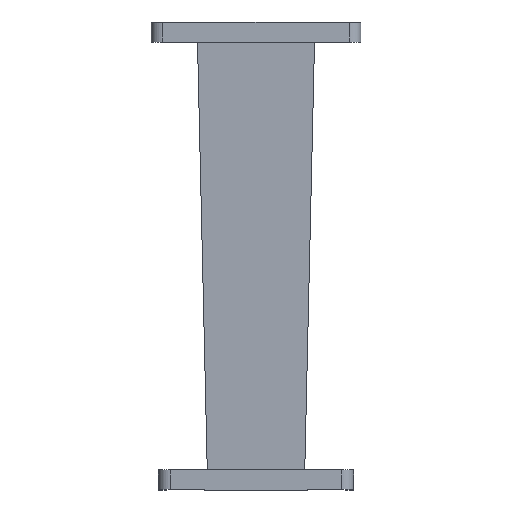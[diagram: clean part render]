
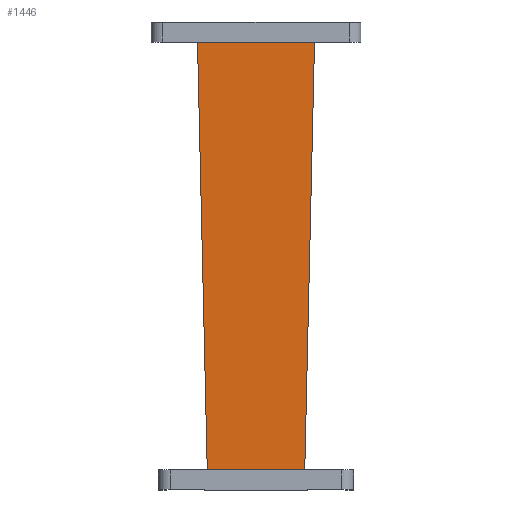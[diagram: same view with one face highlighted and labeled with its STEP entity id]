
A CAD part, front view. The second image highlights one B-rep face of the part: STEP entity #1446.
In plain terms, the highlighted planar face has unit normal (0, -1, -0.011).
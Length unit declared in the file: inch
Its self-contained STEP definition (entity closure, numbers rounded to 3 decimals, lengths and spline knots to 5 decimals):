
#9 = PLANE ( 'NONE',  #3552 ) ;
#68 = CARTESIAN_POINT ( 'NONE',  ( 0., -0.37789, -0.00431 ) ) ;
#270 = VECTOR ( 'NONE', #3331, 39.37008 ) ;
#336 = LINE ( 'NONE', #2707, #1374 ) ;
#559 = EDGE_CURVE ( 'NONE', #789, #751, #939, .T. ) ;
#598 = CARTESIAN_POINT ( 'NONE',  ( 0.7554, -0.3777, -0.02152 ) ) ;
#646 = VECTOR ( 'NONE', #1284, 39.37008 ) ;
#729 = ORIENTED_EDGE ( 'NONE', *, *, #1403, .T. ) ;
#751 = VERTEX_POINT ( 'NONE', #2213 ) ;
#789 = VERTEX_POINT ( 'NONE', #3177 ) ;
#923 = DIRECTION ( 'NONE',  ( 0., -1., -0.011 ) ) ;
#939 = LINE ( 'NONE', #3661, #270 ) ;
#952 = CARTESIAN_POINT ( 'NONE',  ( -0.75002, -0.375, -0.25787 ) ) ;
#1182 = VECTOR ( 'NONE', #2092, 39.37008 ) ;
#1284 = DIRECTION ( 'NONE',  ( -1., 0., 0. ) ) ;
#1355 = CARTESIAN_POINT ( 'NONE',  ( 0.75002, -0.375, -0.25787 ) ) ;
#1374 = VECTOR ( 'NONE', #2086, 39.37008 ) ;
#1403 = EDGE_CURVE ( 'NONE', #751, #3383, #3272, .T. ) ;
#1430 = ORIENTED_EDGE ( 'NONE', *, *, #1795, .F. ) ;
#1446 = ADVANCED_FACE ( 'NONE', ( #2694 ), #9, .T. ) ;
#1575 = CARTESIAN_POINT ( 'NONE',  ( 0., -0.375, -0.25787 ) ) ;
#1795 = EDGE_CURVE ( 'NONE', #789, #2296, #336, .T. ) ;
#2086 = DIRECTION ( 'NONE',  ( -0.023, -0.011, 1. ) ) ;
#2092 = DIRECTION ( 'NONE',  ( 0.023, -0.011, 1. ) ) ;
#2212 = EDGE_LOOP ( 'NONE', ( #729, #2577, #1430, #2304 ) ) ;
#2213 = CARTESIAN_POINT ( 'NONE',  ( 0.62502, -0.3125, -5.74213 ) ) ;
#2269 = EDGE_CURVE ( 'NONE', #3383, #2296, #2484, .T. ) ;
#2296 = VERTEX_POINT ( 'NONE', #952 ) ;
#2304 = ORIENTED_EDGE ( 'NONE', *, *, #559, .T. ) ;
#2430 = DIRECTION ( 'NONE',  ( 0., 0.011, -1. ) ) ;
#2484 = LINE ( 'NONE', #1575, #646 ) ;
#2577 = ORIENTED_EDGE ( 'NONE', *, *, #2269, .T. ) ;
#2694 = FACE_OUTER_BOUND ( 'NONE', #2212, .T. ) ;
#2707 = CARTESIAN_POINT ( 'NONE',  ( -0.7554, -0.3777, -0.02152 ) ) ;
#3177 = CARTESIAN_POINT ( 'NONE',  ( -0.62502, -0.3125, -5.74213 ) ) ;
#3272 = LINE ( 'NONE', #598, #1182 ) ;
#3331 = DIRECTION ( 'NONE',  ( 1., 0., 0. ) ) ;
#3383 = VERTEX_POINT ( 'NONE', #1355 ) ;
#3552 = AXIS2_PLACEMENT_3D ( 'NONE', #68, #923, #2430 ) ;
#3661 = CARTESIAN_POINT ( 'NONE',  ( 0., -0.3125, -5.74213 ) ) ;
